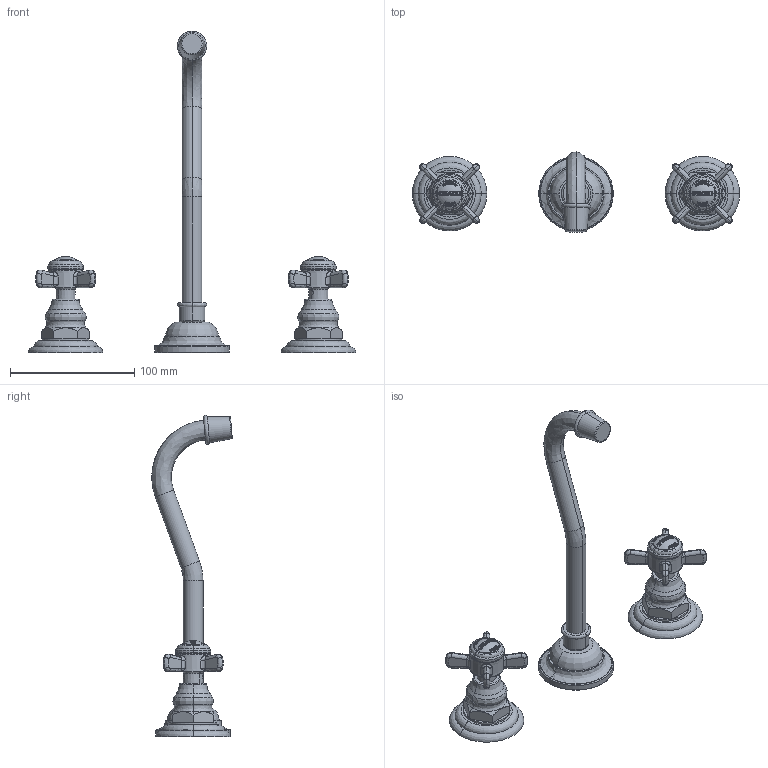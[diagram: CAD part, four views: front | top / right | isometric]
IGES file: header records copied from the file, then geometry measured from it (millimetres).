
Start section:  PTC IGES file: 3-947_sw0003.igs
Global section: file name: 3-947_sw0003.igs; native system: Creo Parametric by PTC Inc.; preprocessor: 2018400; author: rsmith; organization: Unknown; date: 20201125.105437; units: inch
Bounding box: 263.14 x 64.77 x 258.39 mm (x, y, z)
Surface area: 56714.6 mm2 (no closed solid volume)
Topology: 0 solids, 0 shells, 1097 faces, 5690 edges, 5686 vertices
Faces by surface type: revolution 568, bspline 509, extrusion 20
